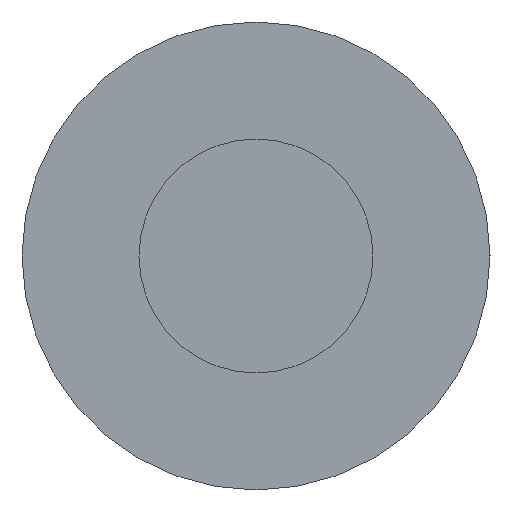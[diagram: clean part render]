
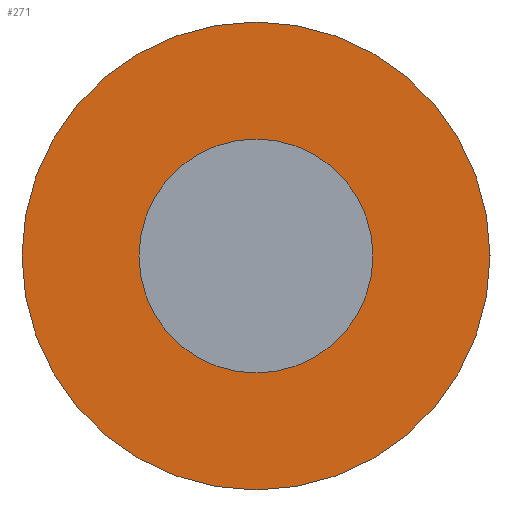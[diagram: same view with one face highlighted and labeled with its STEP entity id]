
A CAD part, left-side view. The second image highlights one B-rep face of the part: STEP entity #271.
In plain terms, the highlighted planar face has unit normal (-1, 0, 0).
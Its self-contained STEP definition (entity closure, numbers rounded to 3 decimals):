
#4 = ORIENTED_EDGE ( 'NONE', *, *, #23, .F. ) ;
#8 = AXIS2_PLACEMENT_3D ( 'NONE', #190, #166, #169 ) ;
#10 = EDGE_LOOP ( 'NONE', ( #234, #195 ) ) ;
#23 = EDGE_CURVE ( 'NONE', #210, #75, #132, .T. ) ;
#38 = AXIS2_PLACEMENT_3D ( 'NONE', #179, #227, #114 ) ;
#52 = EDGE_CURVE ( 'NONE', #107, #171, #241, .T. ) ;
#65 = EDGE_CURVE ( 'NONE', #75, #210, #284, .T. ) ;
#75 = VERTEX_POINT ( 'NONE', #265 ) ;
#93 = DIRECTION ( 'NONE',  ( 0., 0., -1. ) ) ;
#99 = FACE_OUTER_BOUND ( 'NONE', #208, .T. ) ;
#106 = CIRCLE ( 'NONE', #115, 1.5 ) ;
#107 = VERTEX_POINT ( 'NONE', #268 ) ;
#114 = DIRECTION ( 'NONE',  ( 0., 0., 1. ) ) ;
#115 = AXIS2_PLACEMENT_3D ( 'NONE', #275, #235, #272 ) ;
#117 = PLANE ( 'NONE',  #8 ) ;
#128 = ORIENTED_EDGE ( 'NONE', *, *, #65, .F. ) ;
#132 = CIRCLE ( 'NONE', #278, 3. ) ;
#134 = CARTESIAN_POINT ( 'NONE',  ( -67.75, 0., 0. ) ) ;
#160 = FACE_BOUND ( 'NONE', #10, .T. ) ;
#166 = DIRECTION ( 'NONE',  ( 1., 0., 0. ) ) ;
#169 = DIRECTION ( 'NONE',  ( 0., 0., -1. ) ) ;
#171 = VERTEX_POINT ( 'NONE', #233 ) ;
#179 = CARTESIAN_POINT ( 'NONE',  ( -67.75, 0., 0. ) ) ;
#190 = CARTESIAN_POINT ( 'NONE',  ( -67.75, 0., 0. ) ) ;
#195 = ORIENTED_EDGE ( 'NONE', *, *, #52, .F. ) ;
#199 = CARTESIAN_POINT ( 'NONE',  ( -67.75, 0., 0. ) ) ;
#208 = EDGE_LOOP ( 'NONE', ( #128, #4 ) ) ;
#210 = VERTEX_POINT ( 'NONE', #279 ) ;
#212 = EDGE_CURVE ( 'NONE', #171, #107, #106, .T. ) ;
#227 = DIRECTION ( 'NONE',  ( -1., 0., 0. ) ) ;
#229 = AXIS2_PLACEMENT_3D ( 'NONE', #134, #248, #249 ) ;
#233 = CARTESIAN_POINT ( 'NONE',  ( -67.75, 0., 1.5 ) ) ;
#234 = ORIENTED_EDGE ( 'NONE', *, *, #212, .F. ) ;
#235 = DIRECTION ( 'NONE',  ( -1., 0., 0. ) ) ;
#241 = CIRCLE ( 'NONE', #38, 1.5 ) ;
#244 = DIRECTION ( 'NONE',  ( 1., 0., 0. ) ) ;
#248 = DIRECTION ( 'NONE',  ( 1., 0., 0. ) ) ;
#249 = DIRECTION ( 'NONE',  ( 0., 0., -1. ) ) ;
#265 = CARTESIAN_POINT ( 'NONE',  ( -67.75, 0., 3. ) ) ;
#268 = CARTESIAN_POINT ( 'NONE',  ( -67.75, 0., -1.5 ) ) ;
#271 = ADVANCED_FACE ( 'NONE', ( #160, #99 ), #117, .F. ) ;
#272 = DIRECTION ( 'NONE',  ( 0., 0., 1. ) ) ;
#275 = CARTESIAN_POINT ( 'NONE',  ( -67.75, 0., 0. ) ) ;
#278 = AXIS2_PLACEMENT_3D ( 'NONE', #199, #244, #93 ) ;
#279 = CARTESIAN_POINT ( 'NONE',  ( -67.75, 0., -3. ) ) ;
#284 = CIRCLE ( 'NONE', #229, 3. ) ;
